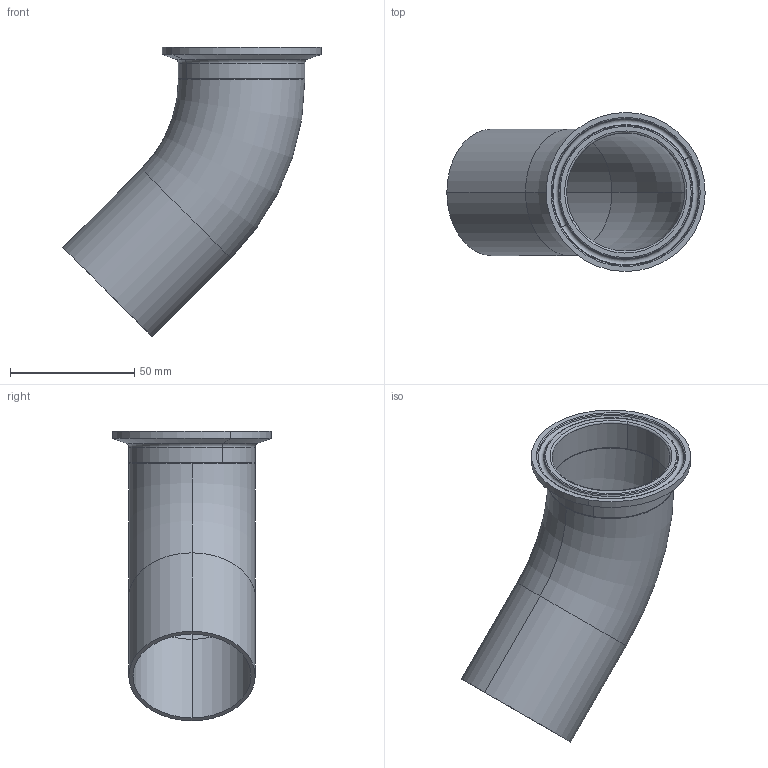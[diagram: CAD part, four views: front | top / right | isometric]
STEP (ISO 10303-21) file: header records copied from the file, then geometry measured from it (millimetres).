
FILE_DESCRIPTION (( 'STEP AP214' ), '1' );
FILE_NAME ('DT13 50.8 B.STEP', '2014-03-15T06:24:15', ( '' ), ( '' ), 'SwSTEP 2.0', 'SolidWorks 2013', '' );
FILE_SCHEMA (( 'AUTOMOTIVE_DESIGN' ));
Length unit declared in the file: inch
Products named in the file (3): DT13 50.8; DT13 50.8 B; 13 50.8
Assembly tree (2 placements, depth 2):
  DT13 50.8 B
    DT13 50.8
    13 50.8
Bounding box: 103.79 x 63.9 x 116.35 mm (x, y, z)
Volume: 34048.9 mm3; surface area: 39644.4 mm2
Topology: 2 solids, 2 shells, 41 faces, 82 edges, 46 vertices
Faces by surface type: torus 16, cylinder 14, cone 6, plane 5
Entity records: 1202 total; most frequent: DIRECTION 236, CARTESIAN_POINT 174, ORIENTED_EDGE 164, AXIS2_PLACEMENT_3D 108, EDGE_CURVE 82, CIRCLE 62, EDGE_LOOP 46, VERTEX_POINT 46
